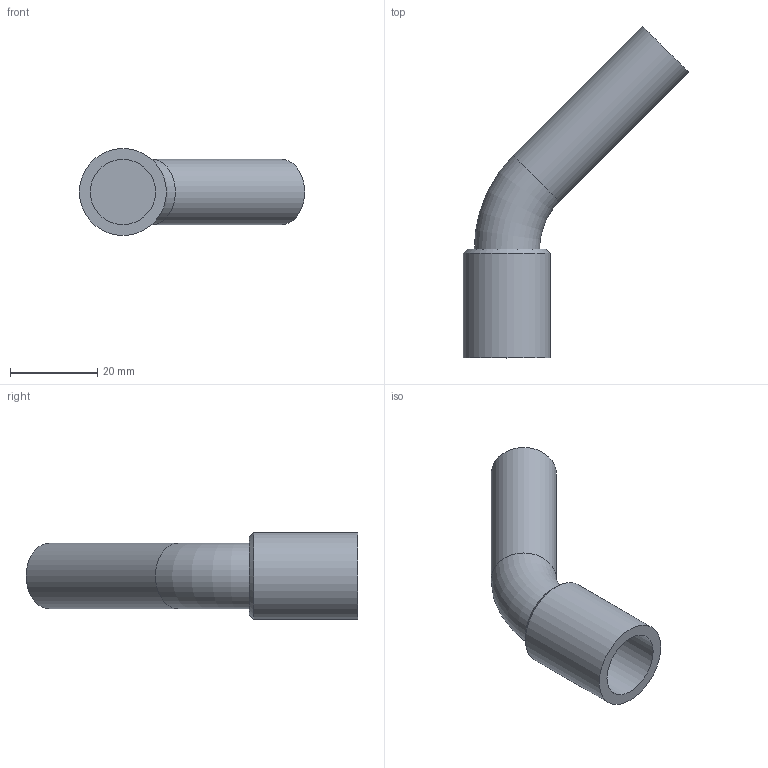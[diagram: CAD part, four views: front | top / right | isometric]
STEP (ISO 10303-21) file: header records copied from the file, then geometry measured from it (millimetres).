
FILE_DESCRIPTION(/* description */ ('Unknown'),/* implementation_level */ '2;1');
FILE_NAME(/* name */ 'F6DN15',/* time_stamp */ '2016-11-07T12:40:43+01:00',/* author */ ('Unknown'),/* organization */ ('Unknown'),/* preprocessor_version */ 'ST-DEVELOPER v16',/* originating_system */ 'DEX',/* authorisation */ $);
FILE_SCHEMA (('AUTOMOTIVE_DESIGN {1 0 10303 214 3 1 1}'));
Length unit declared in the file: millimetre
Products named in the file (1): F6DN15
Bounding box: 51.74 x 76.27 x 20 mm (x, y, z)
Volume: 14903.5 mm3; surface area: 5933.9 mm2
Topology: 1 solids, 1 shells, 9 faces, 17 edges, 12 vertices
Faces by surface type: plane 4, cylinder 3, torus 1, cone 1
Full cylindrical faces by diameter (mm): 15 x2, 20 x1
Entity records: 204 total; most frequent: DIRECTION 36, CARTESIAN_POINT 26, AXIS2_PLACEMENT_3D 18, ORIENTED_EDGE 16, EDGE_LOOP 16, FACE_BOUND 16, ADVANCED_FACE 9, EDGE_CURVE 8
